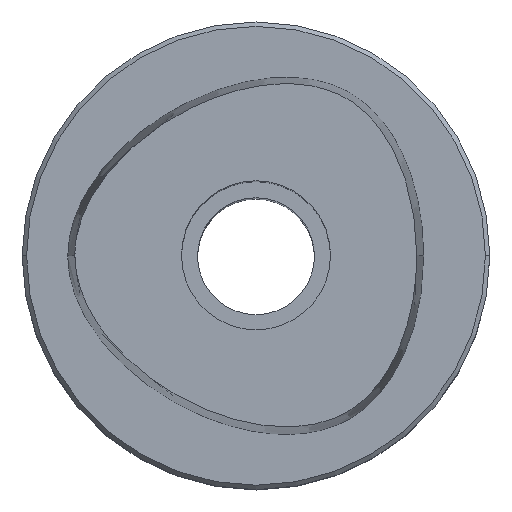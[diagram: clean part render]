
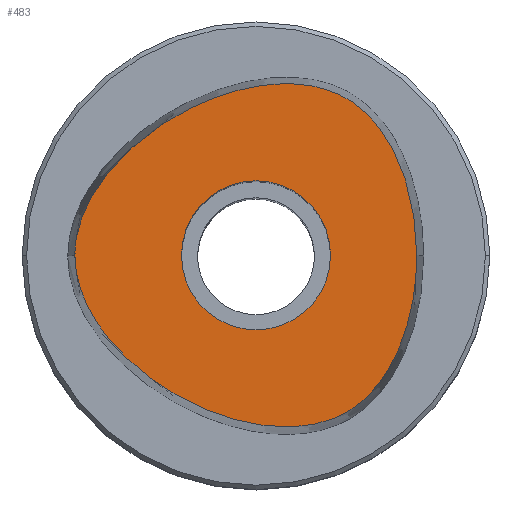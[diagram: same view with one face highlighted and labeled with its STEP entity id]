
A CAD part, top view. The second image highlights one B-rep face of the part: STEP entity #483.
In plain terms, the highlighted planar face has unit normal (0, 0, 1).
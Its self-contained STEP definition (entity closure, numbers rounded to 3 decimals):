
#6=CARTESIAN_POINT('',(-12.4,0.,19.));
#7=CARTESIAN_POINT('',(-12.4,-3.649,19.));
#8=CARTESIAN_POINT('',(-6.32,-10.947,19.));
#9=CARTESIAN_POINT('',(7.72,-13.371,19.));
#10=CARTESIAN_POINT('',(11.,-4.457,19.));
#11=CARTESIAN_POINT('',(11.,0.,19.));
#17=CARTESIAN_POINT('',(11.,0.,19.));
#18=CARTESIAN_POINT('',(11.,4.457,19.));
#19=CARTESIAN_POINT('',(7.72,13.371,19.));
#20=CARTESIAN_POINT('',(-6.32,10.947,19.));
#21=CARTESIAN_POINT('',(-12.4,3.649,19.));
#22=CARTESIAN_POINT('',(-12.4,0.,19.));
#27=CARTESIAN_POINT('',(0.,0.,19.));
#28=DIRECTION('',(0.,0.,-1.));
#29=DIRECTION('',(-1.,0.,0.));
#30=AXIS2_PLACEMENT_3D('',#27,#28,#29);
#35=CARTESIAN_POINT('',(0.,0.,19.));
#36=DIRECTION('',(0.,0.,-1.));
#37=DIRECTION('',(1.,0.,0.));
#38=AXIS2_PLACEMENT_3D('',#35,#36,#37);
#434=VERTEX_POINT('',#6);
#435=VERTEX_POINT('',#11);
#438=CARTESIAN_POINT('',(-5.1,0.,19.));
#439=CARTESIAN_POINT('',(5.1,0.,19.));
#440=VERTEX_POINT('',#438);
#441=VERTEX_POINT('',#439);
#466=CARTESIAN_POINT('',(0.,0.,19.));
#467=DIRECTION('',(0.,0.,-1.));
#468=DIRECTION('',(-1.,0.,0.));
#469=AXIS2_PLACEMENT_3D('',#466,#467,#468);
#470=PLANE('',#469);
#472=ORIENTED_EDGE('',*,*,#471,.F.);
#474=ORIENTED_EDGE('',*,*,#473,.F.);
#475=EDGE_LOOP('',(#472,#474));
#476=FACE_OUTER_BOUND('',#475,.F.);
#478=ORIENTED_EDGE('',*,*,#477,.F.);
#480=ORIENTED_EDGE('',*,*,#479,.F.);
#481=EDGE_LOOP('',(#478,#480));
#482=FACE_BOUND('',#481,.F.);
#12=B_SPLINE_CURVE_WITH_KNOTS('',3,(#6,#7,#8,#9,#10,#11),.UNSPECIFIED.,.F.,.F.,(
4,1,1,4),(0.,0.333,0.667,1.),.UNSPECIFIED.);
#23=B_SPLINE_CURVE_WITH_KNOTS('',3,(#17,#18,#19,#20,#21,#22),.UNSPECIFIED.,.F.,
.F.,(4,1,1,4),(0.,0.333,0.667,1.),.UNSPECIFIED.);
#31=CIRCLE('',#30,5.1);
#39=CIRCLE('',#38,5.1);
#471=EDGE_CURVE('',#434,#435,#12,.T.);
#473=EDGE_CURVE('',#435,#434,#23,.T.);
#477=EDGE_CURVE('',#440,#441,#31,.T.);
#479=EDGE_CURVE('',#441,#440,#39,.T.);
#483=ADVANCED_FACE('',(#476,#482),#470,.F.);
